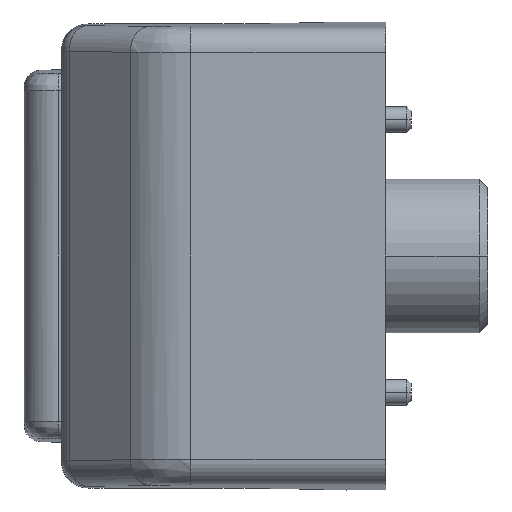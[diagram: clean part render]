
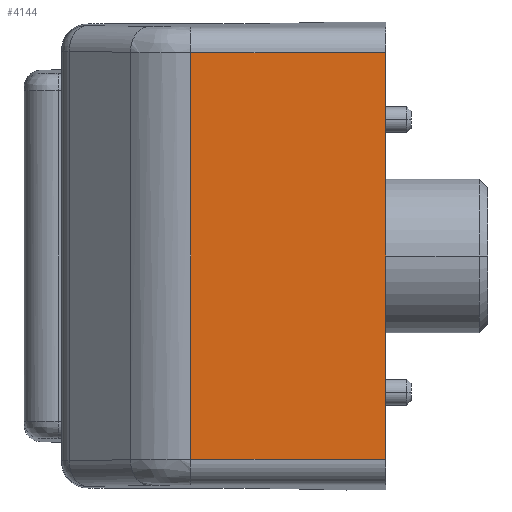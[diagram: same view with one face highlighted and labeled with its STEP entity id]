
A CAD part, left-side view. The second image highlights one B-rep face of the part: STEP entity #4144.
In plain terms, the highlighted planar face has unit normal (-1, 0, 0).
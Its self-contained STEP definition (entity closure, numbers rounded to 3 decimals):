
#335 = VECTOR ( 'NONE', #1663, 1000. ) ;
#343 = ORIENTED_EDGE ( 'NONE', *, *, #7221, .T. ) ;
#484 = CARTESIAN_POINT ( 'NONE',  ( 0., -23.854, 22.858 ) ) ;
#899 = CARTESIAN_POINT ( 'NONE',  ( 0., 27.5, 0. ) ) ;
#1256 = CARTESIAN_POINT ( 'NONE',  ( 0., -23.854, 27. ) ) ;
#1268 = EDGE_CURVE ( 'NONE', #6320, #5177, #2316, .T. ) ;
#1510 = DIRECTION ( 'NONE',  ( 0., -1., 0. ) ) ;
#1620 = CARTESIAN_POINT ( 'NONE',  ( 0., 23.854, 0. ) ) ;
#1653 = CARTESIAN_POINT ( 'NONE',  ( 0., 27.5, 27. ) ) ;
#1663 = DIRECTION ( 'NONE',  ( 0., 1., 0. ) ) ;
#1773 = PLANE ( 'NONE',  #7670 ) ;
#1798 = VERTEX_POINT ( 'NONE', #1620 ) ;
#1996 = EDGE_LOOP ( 'NONE', ( #343, #6530, #2234, #5374 ) ) ;
#2099 = DIRECTION ( 'NONE',  ( 0., 0., -1. ) ) ;
#2234 = ORIENTED_EDGE ( 'NONE', *, *, #1268, .T. ) ;
#2316 = LINE ( 'NONE', #2975, #335 ) ;
#2614 = DIRECTION ( 'NONE',  ( 0., 0., 1. ) ) ;
#2651 = CARTESIAN_POINT ( 'NONE',  ( 0., 23.854, 22.858 ) ) ;
#2703 = CARTESIAN_POINT ( 'NONE',  ( 0., -23.854, 0. ) ) ;
#2975 = CARTESIAN_POINT ( 'NONE',  ( 0., 27.5, 22.858 ) ) ;
#3508 = LINE ( 'NONE', #1256, #5587 ) ;
#4120 = LINE ( 'NONE', #899, #8599 ) ;
#4144 = ADVANCED_FACE ( 'NONE', ( #8646 ), #1773, .F. ) ;
#4463 = DIRECTION ( 'NONE',  ( 1., 0., 0. ) ) ;
#4664 = LINE ( 'NONE', #5281, #6434 ) ;
#4756 = VERTEX_POINT ( 'NONE', #2703 ) ;
#5177 = VERTEX_POINT ( 'NONE', #2651 ) ;
#5281 = CARTESIAN_POINT ( 'NONE',  ( 0., 23.854, 27. ) ) ;
#5288 = EDGE_CURVE ( 'NONE', #4756, #6320, #3508, .T. ) ;
#5304 = EDGE_CURVE ( 'NONE', #5177, #1798, #4664, .T. ) ;
#5374 = ORIENTED_EDGE ( 'NONE', *, *, #5304, .T. ) ;
#5587 = VECTOR ( 'NONE', #2614, 1000. ) ;
#6320 = VERTEX_POINT ( 'NONE', #484 ) ;
#6361 = DIRECTION ( 'NONE',  ( 0., 0., -1. ) ) ;
#6434 = VECTOR ( 'NONE', #2099, 1000. ) ;
#6530 = ORIENTED_EDGE ( 'NONE', *, *, #5288, .T. ) ;
#7221 = EDGE_CURVE ( 'NONE', #1798, #4756, #4120, .T. ) ;
#7670 = AXIS2_PLACEMENT_3D ( 'NONE', #1653, #4463, #6361 ) ;
#8599 = VECTOR ( 'NONE', #1510, 1000. ) ;
#8646 = FACE_OUTER_BOUND ( 'NONE', #1996, .T. ) ;
